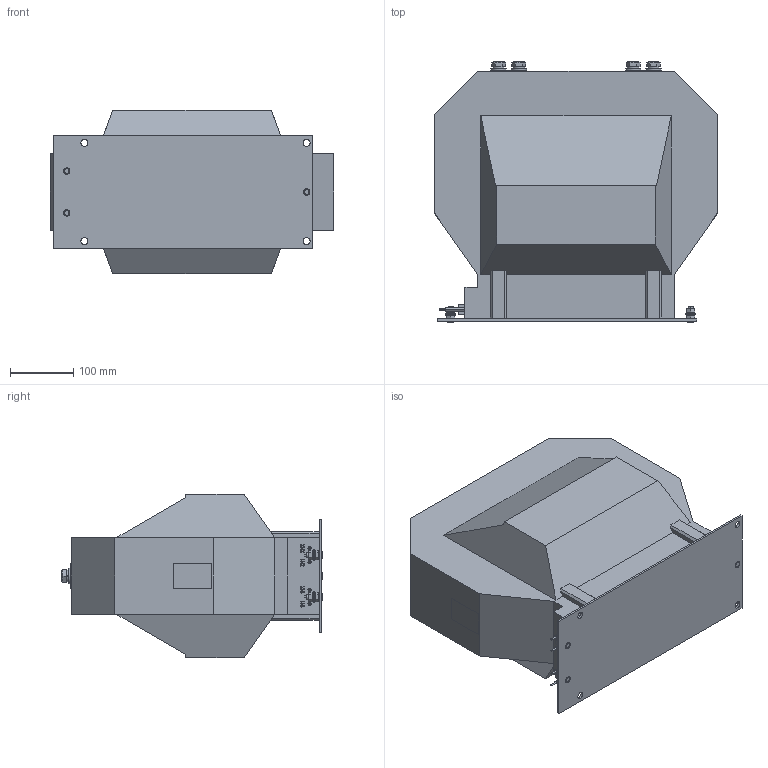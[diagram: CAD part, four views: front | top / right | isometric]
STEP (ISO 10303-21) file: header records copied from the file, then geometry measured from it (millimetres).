
FILE_DESCRIPTION (( 'STEP AP214' ), '1' );
FILE_NAME ('ﾒﾋﾊ-ﾑﾒ-35-1.2ﾏ_ﾒﾎﾋ-ﾑﾒ-35-1.2ﾏ .STEP', '2023-08-05T08:19:14', ( '' ), ( '' ), 'SwSTEP 2.0', 'SolidWorks 2019', '' );
FILE_SCHEMA (( 'AUTOMOTIVE_DESIGN' ));
Length unit declared in the file: millimetre
Products named in the file (1): ﾒﾋﾊ-ﾑﾒ-35-1.2ﾏ_ﾒﾎﾋ-ﾑﾒ-35-1.2ﾏ 
Bounding box: 446.1 x 409.6 x 257 mm (x, y, z)
Volume: 25294598.7 mm3; surface area: 656440.1 mm2
Topology: 28 solids, 28 shells, 889 faces, 2313 edges, 1524 vertices
Faces by surface type: plane 464, bspline 154, cylinder 148, cone 109, torus 14
Entity records: 42664 total; most frequent: CARTESIAN_POINT 11696, ORIENTED_EDGE 4626, DIRECTION 3807, EDGE_CURVE 2313, VERTEX_POINT 1524, AXIS2_PLACEMENT_3D 1286, VECTOR 1235, LINE 1235
